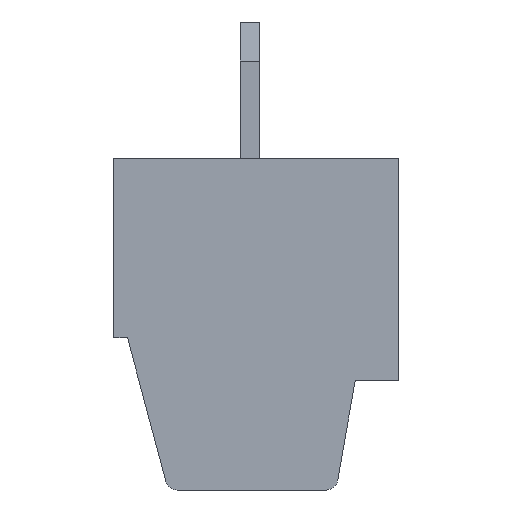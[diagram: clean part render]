
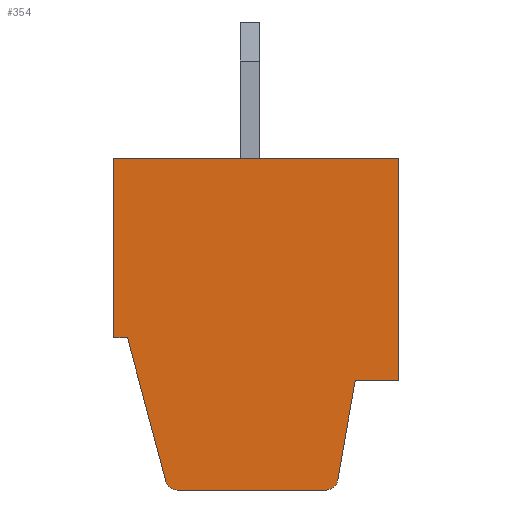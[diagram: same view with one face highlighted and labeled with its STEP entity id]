
A CAD part, left-side view. The second image highlights one B-rep face of the part: STEP entity #354.
In plain terms, the highlighted planar face has unit normal (-1, 0, 0).
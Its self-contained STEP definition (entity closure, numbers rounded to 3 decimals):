
#354 = ADVANCED_FACE( '', ( #1016 ), #1017, .T. );
#1016 = FACE_OUTER_BOUND( '', #2093, .T. );
#1017 = PLANE( '', #2094 );
#2093 = EDGE_LOOP( '', ( #3190, #3191, #3192, #3193, #3194, #3195, #3196, #3197, #3198, #3199 ) );
#2094 = AXIS2_PLACEMENT_3D( '', #3200, #3201, #3202 );
#3190 = ORIENTED_EDGE( '', *, *, #5776, .T. );
#3191 = ORIENTED_EDGE( '', *, *, #5777, .T. );
#3192 = ORIENTED_EDGE( '', *, *, #5778, .T. );
#3193 = ORIENTED_EDGE( '', *, *, #5779, .T. );
#3194 = ORIENTED_EDGE( '', *, *, #5780, .T. );
#3195 = ORIENTED_EDGE( '', *, *, #5781, .T. );
#3196 = ORIENTED_EDGE( '', *, *, #5782, .T. );
#3197 = ORIENTED_EDGE( '', *, *, #5783, .T. );
#3198 = ORIENTED_EDGE( '', *, *, #5784, .T. );
#3199 = ORIENTED_EDGE( '', *, *, #5785, .T. );
#3200 = CARTESIAN_POINT( '', ( 165.647, 244.734, -4.2 ) );
#3201 = DIRECTION( '', ( -1., 0., 0. ) );
#3202 = DIRECTION( '', ( 0., -1., 0. ) );
#5776 = EDGE_CURVE( '', #6783, #6784, #6785, .T. );
#5777 = EDGE_CURVE( '', #6784, #6786, #6787, .T. );
#5778 = EDGE_CURVE( '', #6786, #6788, #6789, .T. );
#5779 = EDGE_CURVE( '', #6788, #6790, #6791, .T. );
#5780 = EDGE_CURVE( '', #6790, #6792, #6793, .T. );
#5781 = EDGE_CURVE( '', #6792, #6794, #6795, .T. );
#5782 = EDGE_CURVE( '', #6794, #6796, #6797, .T. );
#5783 = EDGE_CURVE( '', #6796, #6798, #6799, .T. );
#5784 = EDGE_CURVE( '', #6798, #6800, #6801, .T. );
#5785 = EDGE_CURVE( '', #6800, #6783, #6802, .T. );
#6783 = VERTEX_POINT( '', #8250 );
#6784 = VERTEX_POINT( '', #8251 );
#6785 = LINE( '', #8252, #8253 );
#6786 = VERTEX_POINT( '', #8254 );
#6787 = CIRCLE( '', #8255, 0.3 );
#6788 = VERTEX_POINT( '', #8256 );
#6789 = LINE( '', #8257, #8258 );
#6790 = VERTEX_POINT( '', #8259 );
#6791 = CIRCLE( '', #8260, 0.3 );
#6792 = VERTEX_POINT( '', #8261 );
#6793 = LINE( '', #8262, #8263 );
#6794 = VERTEX_POINT( '', #8264 );
#6795 = LINE( '', #8265, #8266 );
#6796 = VERTEX_POINT( '', #8267 );
#6797 = LINE( '', #8268, #8269 );
#6798 = VERTEX_POINT( '', #8270 );
#6799 = LINE( '', #8271, #8272 );
#6800 = VERTEX_POINT( '', #8273 );
#6801 = LINE( '', #8274, #8275 );
#6802 = LINE( '', #8276, #8277 );
#8250 = CARTESIAN_POINT( '', ( 165.647, 244.379, -4.6 ) );
#8251 = CARTESIAN_POINT( '', ( 165.647, 243.394, -8.278 ) );
#8252 = CARTESIAN_POINT( '', ( 165.647, 243.394, -8.278 ) );
#8253 = VECTOR( '', #10195, 1000. );
#8254 = CARTESIAN_POINT( '', ( 165.647, 243.104, -8.5 ) );
#8255 = AXIS2_PLACEMENT_3D( '', #10196, #10197, #10198 );
#8256 = CARTESIAN_POINT( '', ( 165.647, 239.286, -8.5 ) );
#8257 = CARTESIAN_POINT( '', ( 165.647, 239.286, -8.5 ) );
#8258 = VECTOR( '', #10199, 1000. );
#8259 = CARTESIAN_POINT( '', ( 165.647, 238.991, -8.252 ) );
#8260 = AXIS2_PLACEMENT_3D( '', #10200, #10201, #10202 );
#8261 = CARTESIAN_POINT( '', ( 165.647, 238.541, -5.7 ) );
#8262 = CARTESIAN_POINT( '', ( 165.647, 238.541, -5.7 ) );
#8263 = VECTOR( '', #10203, 1000. );
#8264 = CARTESIAN_POINT( '', ( 165.647, 237.434, -5.7 ) );
#8265 = CARTESIAN_POINT( '', ( 165.647, 237.434, -5.7 ) );
#8266 = VECTOR( '', #10204, 1000. );
#8267 = CARTESIAN_POINT( '', ( 165.647, 237.434, 0. ) );
#8268 = CARTESIAN_POINT( '', ( 165.647, 237.434, 0. ) );
#8269 = VECTOR( '', #10205, 1000. );
#8270 = CARTESIAN_POINT( '', ( 165.647, 244.734, 0. ) );
#8271 = CARTESIAN_POINT( '', ( 165.647, 244.734, 0. ) );
#8272 = VECTOR( '', #10206, 1000. );
#8273 = CARTESIAN_POINT( '', ( 165.647, 244.734, -4.6 ) );
#8274 = CARTESIAN_POINT( '', ( 165.647, 244.734, -4.6 ) );
#8275 = VECTOR( '', #10207, 1000. );
#8276 = CARTESIAN_POINT( '', ( 165.647, 244.379, -4.6 ) );
#8277 = VECTOR( '', #10208, 1000. );
#10195 = DIRECTION( '', ( 0., -0.259, -0.966 ) );
#10196 = CARTESIAN_POINT( '', ( 165.647, 243.104, -8.2 ) );
#10197 = DIRECTION( '', ( -1., 0., 0. ) );
#10198 = DIRECTION( '', ( 0., -1., 0. ) );
#10199 = DIRECTION( '', ( 0., -1., 0. ) );
#10200 = CARTESIAN_POINT( '', ( 165.647, 239.286, -8.2 ) );
#10201 = DIRECTION( '', ( -1., 0., 0. ) );
#10202 = DIRECTION( '', ( 0., -1., 0. ) );
#10203 = DIRECTION( '', ( 0., -0.174, 0.985 ) );
#10204 = DIRECTION( '', ( 0., -1., 0. ) );
#10205 = DIRECTION( '', ( 0., 0., 1. ) );
#10206 = DIRECTION( '', ( 0., 1., 0. ) );
#10207 = DIRECTION( '', ( 0., 0., -1. ) );
#10208 = DIRECTION( '', ( 0., -1., 0. ) );
